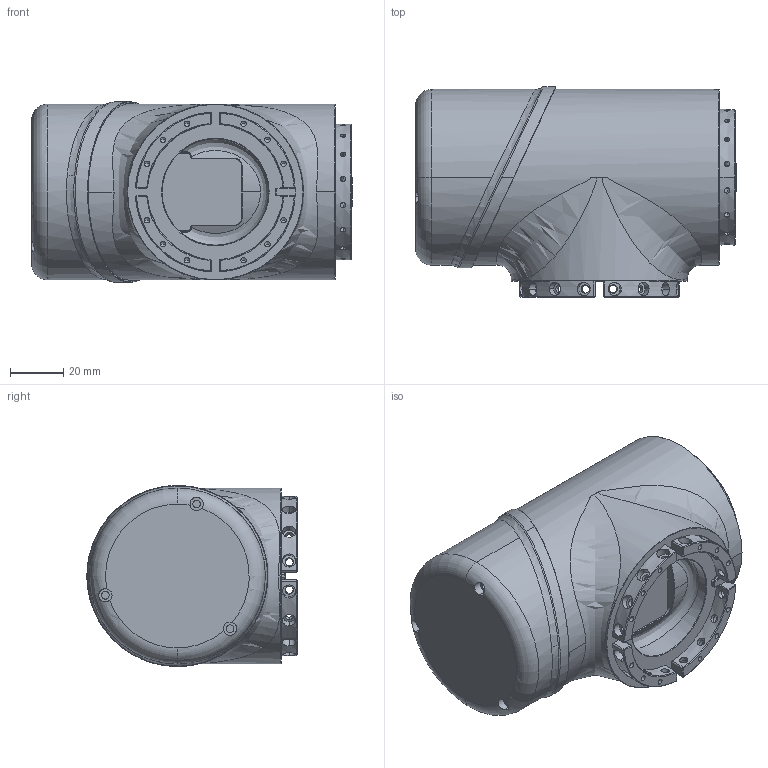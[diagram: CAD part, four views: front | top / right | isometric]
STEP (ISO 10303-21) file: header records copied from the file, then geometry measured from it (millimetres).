
FILE_DESCRIPTION (( 'STEP AP203' ), '1' );
FILE_NAME ('3211402-000000-002 RJSII-14S壽誹L倰-RevB1.STEP', '2022-06-29T01:30:21', ( '' ), ( '' ), 'SwSTEP 2.0', 'SolidWorks 2016', '' );
FILE_SCHEMA (( 'CONFIG_CONTROL_DESIGN' ));
Products named in the file (1): 3211402-000000-002 RJSII-14S壽誹L倰-RevB1
Bounding box: 120.52 x 79 x 68 mm (x, y, z)
Volume: 391852.1 mm3; surface area: 68386.6 mm2
Topology: 27 solids, 27 shells, 1508 faces, 3277 edges, 1843 vertices
Faces by surface type: plane 493, cylinder 459, cone 423, torus 110, bspline 23
Entity records: 50212 total; most frequent: CARTESIAN_POINT 17812, DIRECTION 7180, ORIENTED_EDGE 6290, EDGE_CURVE 3145, AXIS2_PLACEMENT_3D 2949, VERTEX_POINT 1843, EDGE_LOOP 1720, ADVANCED_FACE 1508
